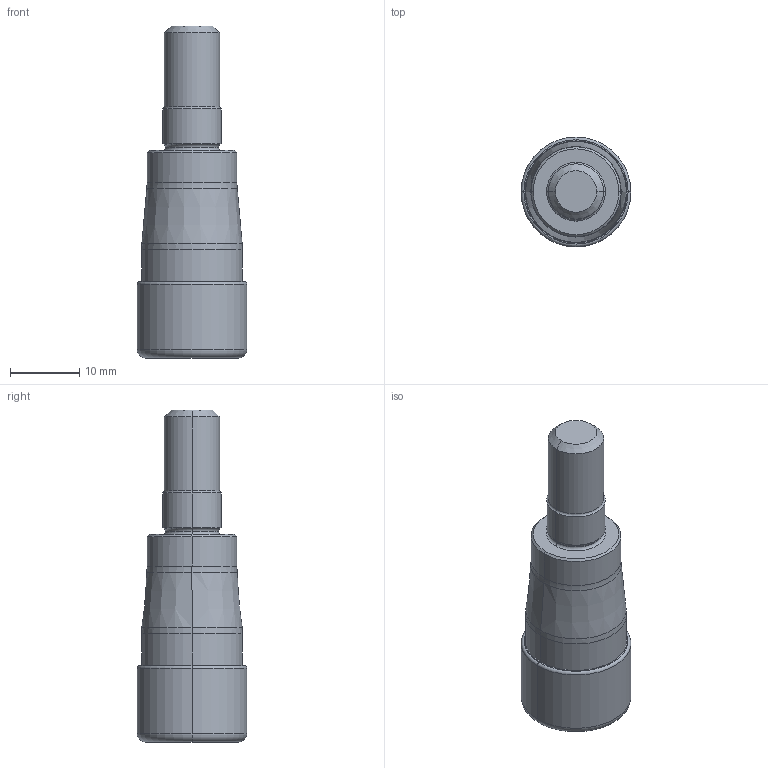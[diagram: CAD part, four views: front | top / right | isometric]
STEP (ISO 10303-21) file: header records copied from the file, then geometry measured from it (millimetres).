
FILE_DESCRIPTION(/* description */ (''),/* implementation_level */ '2;1');
FILE_NAME(/* name */ 'APX3000UR102AM08A30_IR0_047.stp',/* time_stamp */ '2021-09-08T11:46:27+09:00',/* author */ (''),/* organization */ (''),/* preprocessor_version */ 'ST-DEVELOPER v16',/* originating_system */ 'SIEMENS PLM Software NX 10.0',/* authorisation */ '');
FILE_SCHEMA (('AUTOMOTIVE_DESIGN { 1 0 10303 214 3 1 1 1 }'));
Length unit declared in the file: millimetre
Products named in the file (1): APX3000UR102AM08A30_IR0_047_ASM
Bounding box: 15.88 x 15.88 x 48 mm (x, y, z)
Volume: 7517.5 mm3; surface area: 3031.8 mm2
Topology: 2 solids, 2 shells, 151 faces, 375 edges, 285 vertices
Faces by surface type: revolution 82, torus 22, cone 22, cylinder 12, plane 11, bspline 2
Entity records: 6870 total; most frequent: CARTESIAN_POINT 2195, DIRECTION 684, ORIENTED_EDGE 644, EDGE_CURVE 322, AXIS2_PLACEMENT_3D 277, PRESENTATION_STYLE_ASSIGNMENT 219, B_SPLINE_CURVE_WITH_KNOTS 210, CIRCLE 199
